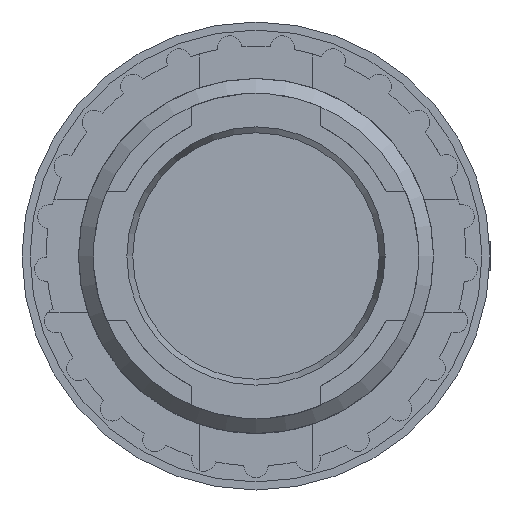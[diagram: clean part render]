
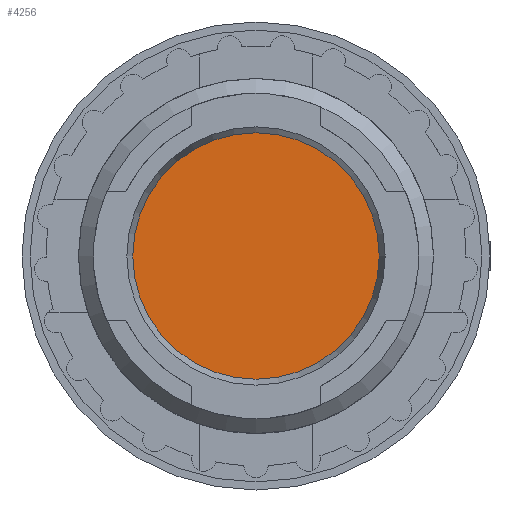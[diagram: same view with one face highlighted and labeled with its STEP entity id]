
A CAD part, front view. The second image highlights one B-rep face of the part: STEP entity #4256.
In plain terms, the highlighted planar face has unit normal (0, -1, 0).
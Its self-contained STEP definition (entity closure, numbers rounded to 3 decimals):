
#274=CIRCLE('',#4615,7.636);
#1007=ORIENTED_EDGE('',*,*,#1567,.T.);
#1567=EDGE_CURVE('',#1907,#1907,#274,.T.);
#1907=VERTEX_POINT('',#6462);
#2566=EDGE_LOOP('',(#1007));
#2765=FACE_BOUND('',#2566,.T.);
#2906=PLANE('',#4614);
#4256=ADVANCED_FACE('',(#2765),#2906,.T.);
#4614=AXIS2_PLACEMENT_3D('',#6460,#5478,#5479);
#4615=AXIS2_PLACEMENT_3D('',#6461,#5480,#5481);
#5478=DIRECTION('',(0.,-1.,0.));
#5479=DIRECTION('',(0.,0.,-1.));
#5480=DIRECTION('',(0.,-1.,0.));
#5481=DIRECTION('',(0.,0.,-1.));
#6460=CARTESIAN_POINT('',(0.,7.,0.));
#6461=CARTESIAN_POINT('',(0.,7.,0.));
#6462=CARTESIAN_POINT('',(0.,7.,-7.636));
